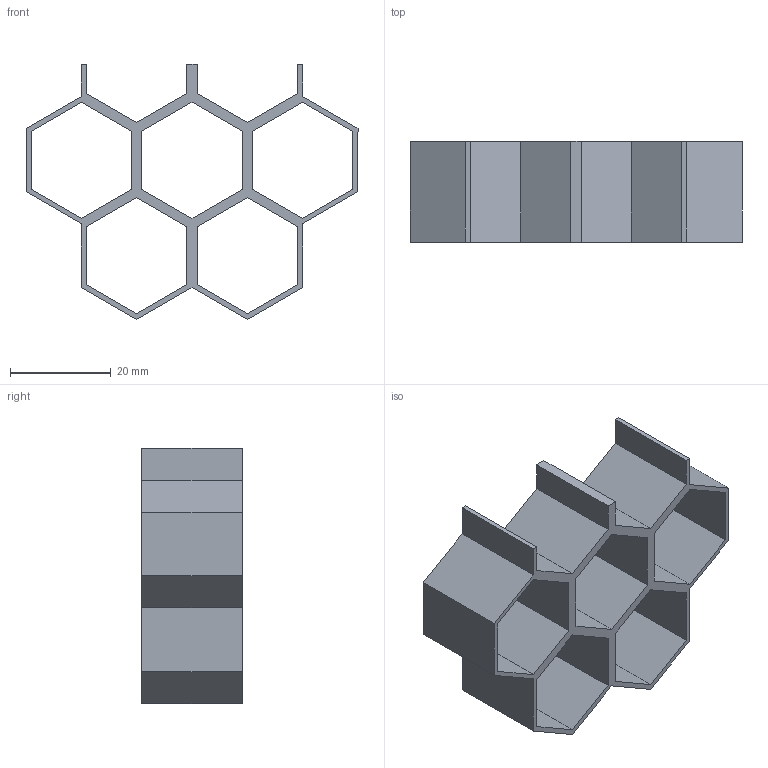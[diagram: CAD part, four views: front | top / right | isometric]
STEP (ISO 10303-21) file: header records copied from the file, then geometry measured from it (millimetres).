
FILE_DESCRIPTION (( 'STEP AP203' ), '1' );
FILE_NAME ('honeycomb_basic_all_thin_2edges_insert.STEP', '2023-10-19T01:34:24', ( '' ), ( '' ), 'SwSTEP 2.0', 'SolidWorks 2022', '' );
FILE_SCHEMA (( 'CONFIG_CONTROL_DESIGN' ));
Length unit declared in the file: millimetre
Products named in the file (1): honeycomb_basic_all_thin_2edges_insert
Bounding box: 66 x 20 x 50.7 mm (x, y, z)
Volume: 8590.8 mm3; surface area: 12551.2 mm2
Topology: 1 solids, 1 shells, 57 faces, 165 edges, 110 vertices
Faces by surface type: plane 57
Entity records: 1936 total; most frequent: CARTESIAN_POINT 333, ORIENTED_EDGE 330, DIRECTION 281, VECTOR 165, EDGE_CURVE 165, LINE 165, VERTEX_POINT 110, EDGE_LOOP 67
